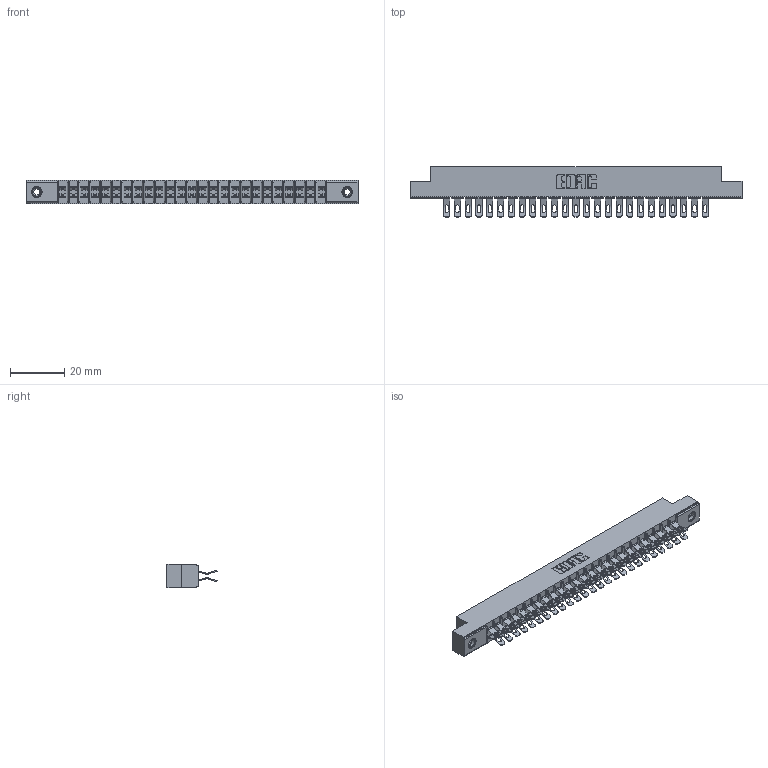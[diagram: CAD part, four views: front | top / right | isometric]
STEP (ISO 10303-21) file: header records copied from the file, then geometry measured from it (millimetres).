
FILE_DESCRIPTION (( 'STEP AP203' ), '1' );
FILE_NAME ('315-050-555-208.STEP', '2019-09-10T18:45:33', ( '' ), ( '' ), 'SwSTEP 2.0', 'SolidWorks 2016', '' );
FILE_SCHEMA (( 'CONFIG_CONTROL_DESIGN' ));
Length unit declared in the file: inch
Products named in the file (4): 315-050-555-208; 305 Part_.156 Dia; 345-250-001_345-250-003-102; 305-290-001_555
Assembly tree (53 placements, depth 2):
  315-050-555-208
    305 Part_.156 Dia
    305-290-001_555  x50
    345-250-001_345-250-003-102  x2
Bounding box: 122.07 x 18.41 x 8.71 mm (x, y, z)
Volume: 7796.5 mm3; surface area: 15758.5 mm2
Topology: 53 solids, 53 shells, 3476 faces, 10327 edges, 6742 vertices
Faces by surface type: plane 1700, cylinder 1660, sphere 100, cone 12, torus 4
Entity records: 30947 total; most frequent: CARTESIAN_POINT 5122, ORIENTED_EDGE 5066, DIRECTION 4973, EDGE_CURVE 2533, VECTOR 2007, LINE 2007, VERTEX_POINT 1616, AXIS2_PLACEMENT_3D 1483
